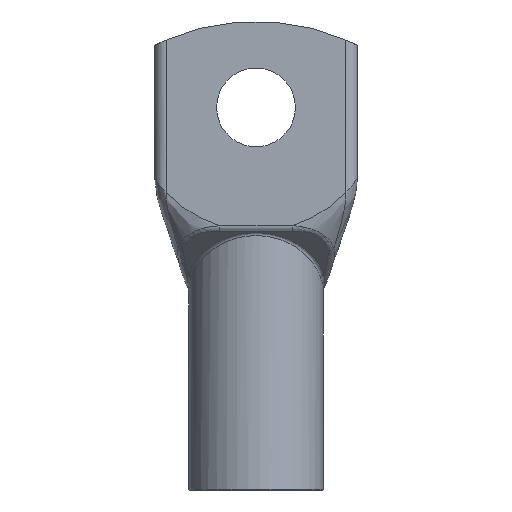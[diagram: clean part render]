
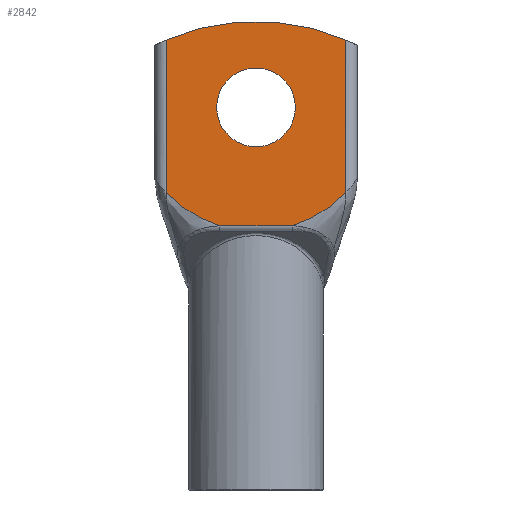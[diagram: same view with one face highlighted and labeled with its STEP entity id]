
A CAD part, front view. The second image highlights one B-rep face of the part: STEP entity #2842.
In plain terms, the highlighted planar face has unit normal (0, -1, 0).
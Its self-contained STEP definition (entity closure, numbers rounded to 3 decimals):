
#1056=CARTESIAN_POINT('',(-9.653,-19.5,22.517));
#1057=VERTEX_POINT('',#1056);
#1093=CARTESIAN_POINT('',(9.653,-19.5,22.517));
#1094=VERTEX_POINT('',#1093);
#1102=CARTESIAN_POINT('',(9.653,-19.5,22.517));
#1103=DIRECTION('',(-1.0,0.0,0.0));
#1104=VECTOR('',#1103,19.306);
#1105=LINE('',#1102,#1104);
#1106=EDGE_CURVE('',#1094,#1057,#1105,.T.);
#1413=CARTESIAN_POINT('',(24.,-19.5,31.424));
#1414=VERTEX_POINT('',#1413);
#1612=CARTESIAN_POINT('',(-24.,-19.5,31.424));
#1613=VERTEX_POINT('',#1612);
#2366=CARTESIAN_POINT('',(0.,-19.5,54.073));
#2367=DIRECTION('',(0.0,1.,0.0));
#2368=DIRECTION('',(0.818,0.0,-0.575));
#2369=AXIS2_PLACEMENT_3D('',#2366,#2367,#2368);
#2370=CIRCLE('',#2369,33.0);
#2371=EDGE_CURVE('',#1057,#1613,#2370,.T.);
#2382=CARTESIAN_POINT('',(10.5,-19.5,54.073));
#2383=VERTEX_POINT('',#2382);
#2384=CARTESIAN_POINT('',(0.0,-19.5,54.073));
#2385=DIRECTION('',(0.0,1.0,0.0));
#2386=DIRECTION('',(-1.0,0.0,0.0));
#2387=AXIS2_PLACEMENT_3D('',#2384,#2385,#2386);
#2388=CIRCLE('',#2387,10.5);
#2389=EDGE_CURVE('',#2383,#2383,#2388,.T.);
#2680=CARTESIAN_POINT('',(0.,-19.5,54.073));
#2681=DIRECTION('',(0.0,1.,0.0));
#2682=DIRECTION('',(0.818,0.0,-0.575));
#2683=AXIS2_PLACEMENT_3D('',#2680,#2681,#2682);
#2684=CIRCLE('',#2683,33.0);
#2685=EDGE_CURVE('',#1414,#1094,#2684,.T.);
#2695=CARTESIAN_POINT('',(-24.,-19.5,72.064));
#2696=VERTEX_POINT('',#2695);
#2712=CARTESIAN_POINT('',(24.,-19.5,72.064));
#2713=VERTEX_POINT('',#2712);
#2714=CARTESIAN_POINT('',(0.,-19.5,17.073));
#2715=DIRECTION('',(0.0,1.0,0.0));
#2716=DIRECTION('',(-0.45,0.0,0.893));
#2717=AXIS2_PLACEMENT_3D('',#2714,#2715,#2716);
#2718=CIRCLE('',#2717,60.);
#2719=EDGE_CURVE('',#2696,#2713,#2718,.T.);
#2784=CARTESIAN_POINT('',(-24.,-19.5,31.424));
#2785=DIRECTION('',(0.0,0.0,1.0));
#2786=VECTOR('',#2785,40.64);
#2787=LINE('',#2784,#2786);
#2788=EDGE_CURVE('',#1613,#2696,#2787,.T.);
#2821=CARTESIAN_POINT('',(0.,-19.5,50.578));
#2822=DIRECTION('',(0.0,1.0,0.0));
#2823=DIRECTION('',(0.0,0.0,1.0));
#2824=AXIS2_PLACEMENT_3D('',#2821,#2822,#2823);
#2825=PLANE('',#2824);
#2826=ORIENTED_EDGE('',*,*,#1106,.F.);
#2827=ORIENTED_EDGE('',*,*,#2685,.F.);
#2828=CARTESIAN_POINT('',(24.,-19.5,72.064));
#2829=DIRECTION('',(0.0,0.0,-1.0));
#2830=VECTOR('',#2829,40.64);
#2831=LINE('',#2828,#2830);
#2832=EDGE_CURVE('',#2713,#1414,#2831,.T.);
#2833=ORIENTED_EDGE('',*,*,#2832,.F.);
#2834=ORIENTED_EDGE('',*,*,#2719,.F.);
#2835=ORIENTED_EDGE('',*,*,#2788,.F.);
#2836=ORIENTED_EDGE('',*,*,#2371,.F.);
#2837=EDGE_LOOP('',(#2826,#2827,#2833,#2834,#2835,#2836));
#2838=FACE_OUTER_BOUND('',#2837,.T.);
#2839=ORIENTED_EDGE('',*,*,#2389,.T.);
#2840=EDGE_LOOP('',(#2839));
#2841=FACE_BOUND('',#2840,.T.);
#2842=ADVANCED_FACE('',(#2838,#2841),#2825,.F.);
